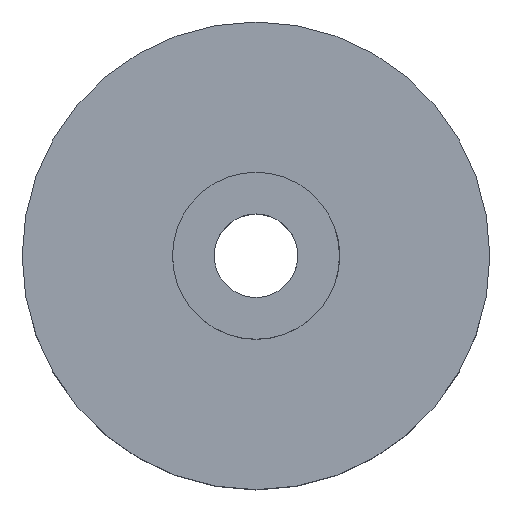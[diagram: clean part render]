
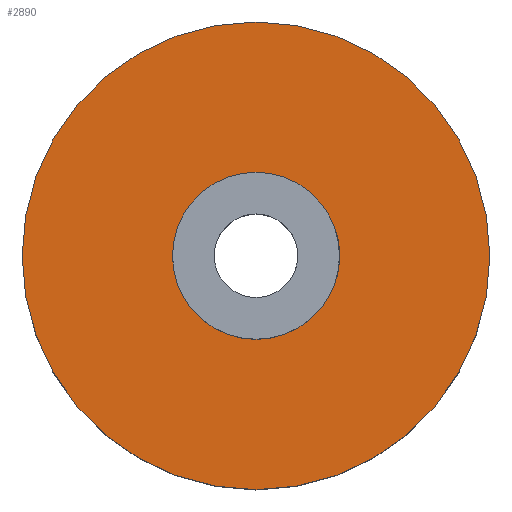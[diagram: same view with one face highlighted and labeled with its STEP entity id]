
A CAD part, top view. The second image highlights one B-rep face of the part: STEP entity #2890.
In plain terms, the highlighted planar face has unit normal (0, 0, 1).
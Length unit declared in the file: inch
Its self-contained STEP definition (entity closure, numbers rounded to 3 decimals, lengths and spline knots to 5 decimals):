
#37 = DIRECTION ( 'NONE',  ( 1., 0., 0. ) ) ;
#38 = DIRECTION ( 'NONE',  ( 0., 0., 1. ) ) ;
#72 = CARTESIAN_POINT ( 'NONE',  ( 0., 0., 0.1875 ) ) ;
#267 = DIRECTION ( 'NONE',  ( -1., 0., 0. ) ) ;
#268 = DIRECTION ( 'NONE',  ( 0., 0., -1. ) ) ;
#271 = PLANE ( 'NONE',  #2569 ) ;
#272 = CARTESIAN_POINT ( 'NONE',  ( 0., -0.3125, 0.1875 ) ) ;
#1155 = VERTEX_POINT ( 'NONE', #1707 ) ;
#1236 = DIRECTION ( 'NONE',  ( 1., 0., 0. ) ) ;
#1237 = DIRECTION ( 'NONE',  ( 0., 0., 1. ) ) ;
#1238 = CARTESIAN_POINT ( 'NONE',  ( 0., 0., 0.1875 ) ) ;
#1241 = VERTEX_POINT ( 'NONE', #1623 ) ;
#1375 = DIRECTION ( 'NONE',  ( 1., 0., 0. ) ) ;
#1376 = DIRECTION ( 'NONE',  ( 0., 0., 1. ) ) ;
#1377 = CARTESIAN_POINT ( 'NONE',  ( 0., 0., 0.1875 ) ) ;
#1572 = CARTESIAN_POINT ( 'NONE',  ( -0.875, 0., 0.1875 ) ) ;
#1610 = CARTESIAN_POINT ( 'NONE',  ( 0.875, 0., 0.1875 ) ) ;
#1623 = CARTESIAN_POINT ( 'NONE',  ( -0.3125, 0., 0.1875 ) ) ;
#1707 = CARTESIAN_POINT ( 'NONE',  ( 0.3125, 0., 0.1875 ) ) ;
#1717 = VERTEX_POINT ( 'NONE', #1610 ) ;
#1766 = VERTEX_POINT ( 'NONE', #1572 ) ;
#2210 = ORIENTED_EDGE ( 'NONE', *, *, #3780, .T. ) ;
#2211 = ORIENTED_EDGE ( 'NONE', *, *, #2751, .T. ) ;
#2212 = ORIENTED_EDGE ( 'NONE', *, *, #2790, .F. ) ;
#2213 = ORIENTED_EDGE ( 'NONE', *, *, #3745, .F. ) ;
#2515 = DIRECTION ( 'NONE',  ( 1., 0., 0. ) ) ;
#2517 = DIRECTION ( 'NONE',  ( 0., 0., 1. ) ) ;
#2520 = CARTESIAN_POINT ( 'NONE',  ( 0., 0., 0.1875 ) ) ;
#2553 = AXIS2_PLACEMENT_3D ( 'NONE', #1238, #1237, #1236 ) ;
#2569 = AXIS2_PLACEMENT_3D ( 'NONE', #272, #268, #267 ) ;
#2751 = EDGE_CURVE ( 'NONE', #1717, #1766, #3889, .T. ) ;
#2790 = EDGE_CURVE ( 'NONE', #1241, #1155, #3995, .T. ) ;
#2890 = ADVANCED_FACE ( 'NONE', ( #4173, #4178 ), #271, .F. ) ;
#3045 = AXIS2_PLACEMENT_3D ( 'NONE', #72, #38, #37 ) ;
#3066 = AXIS2_PLACEMENT_3D ( 'NONE', #2520, #2517, #2515 ) ;
#3443 = EDGE_LOOP ( 'NONE', ( #2213, #2212 ) ) ;
#3452 = EDGE_LOOP ( 'NONE', ( #2211, #2210 ) ) ;
#3467 = AXIS2_PLACEMENT_3D ( 'NONE', #1377, #1376, #1375 ) ;
#3617 = CIRCLE ( 'NONE', #3045, 0.3125 ) ;
#3668 = CIRCLE ( 'NONE', #3066, 0.875 ) ;
#3745 = EDGE_CURVE ( 'NONE', #1155, #1241, #3617, .T. ) ;
#3780 = EDGE_CURVE ( 'NONE', #1766, #1717, #3668, .T. ) ;
#3889 = CIRCLE ( 'NONE', #3467, 0.875 ) ;
#3995 = CIRCLE ( 'NONE', #2553, 0.3125 ) ;
#4173 = FACE_BOUND ( 'NONE', #3443, .T. ) ;
#4178 = FACE_OUTER_BOUND ( 'NONE', #3452, .T. ) ;
